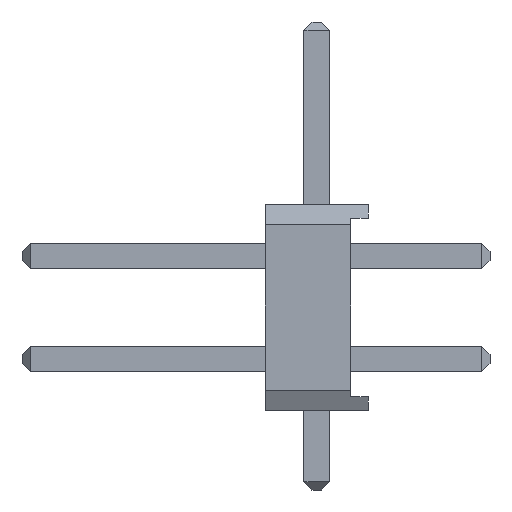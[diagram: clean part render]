
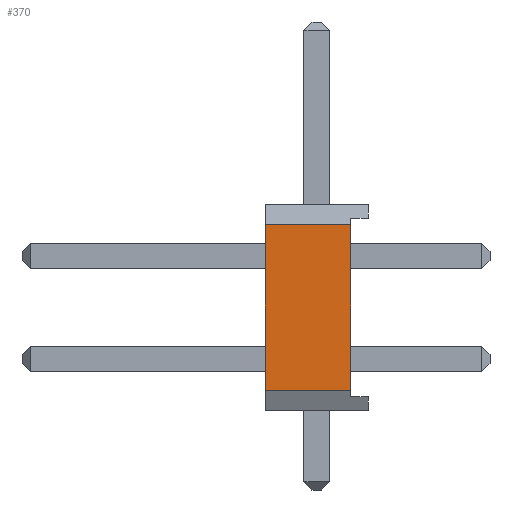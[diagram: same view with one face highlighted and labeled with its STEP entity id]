
A CAD part, left-side view. The second image highlights one B-rep face of the part: STEP entity #370.
In plain terms, the highlighted planar face has unit normal (-1, 0, 0).
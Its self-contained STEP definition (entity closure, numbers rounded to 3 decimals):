
#370 = ADVANCED_FACE( '', ( #867 ), #868, .T. );
#867 = FACE_OUTER_BOUND( '', #1491, .T. );
#868 = PLANE( '', #1492 );
#1491 = EDGE_LOOP( '', ( #2653, #2654, #2655, #2656 ) );
#1492 = AXIS2_PLACEMENT_3D( '', #2657, #2658, #2659 );
#2653 = ORIENTED_EDGE( '', *, *, #3657, .F. );
#2654 = ORIENTED_EDGE( '', *, *, #3996, .T. );
#2655 = ORIENTED_EDGE( '', *, *, #4075, .T. );
#2656 = ORIENTED_EDGE( '', *, *, #4076, .T. );
#2657 = CARTESIAN_POINT( '', ( -11.43, 0., 0. ) );
#2658 = DIRECTION( '', ( -1., 0., 0. ) );
#2659 = DIRECTION( '', ( 0., 0., 1. ) );
#3657 = EDGE_CURVE( '', #4376, #4378, #4379, .T. );
#3996 = EDGE_CURVE( '', #4376, #4936, #4938, .T. );
#4075 = EDGE_CURVE( '', #4936, #5064, #5065, .T. );
#4076 = EDGE_CURVE( '', #5064, #4378, #5066, .T. );
#4376 = VERTEX_POINT( '', #5439 );
#4378 = VERTEX_POINT( '', #5442 );
#4379 = LINE( '', #5443, #5444 );
#4936 = VERTEX_POINT( '', #6271 );
#4938 = LINE( '', #6274, #6275 );
#5064 = VERTEX_POINT( '', #6472 );
#5065 = LINE( '', #6473, #6474 );
#5066 = LINE( '', #6475, #6476 );
#5439 = CARTESIAN_POINT( '', ( -11.43, -0.832, -3.31 ) );
#5442 = CARTESIAN_POINT( '', ( -11.43, 1.27, -3.31 ) );
#5443 = CARTESIAN_POINT( '', ( -11.43, 0., -3.31 ) );
#5444 = VECTOR( '', #6960, 1000. );
#6271 = CARTESIAN_POINT( '', ( -11.43, -0.832, 0.77 ) );
#6274 = CARTESIAN_POINT( '', ( -11.43, -0.832, 0. ) );
#6275 = VECTOR( '', #7232, 1000. );
#6472 = CARTESIAN_POINT( '', ( -11.43, 1.27, 0.77 ) );
#6473 = CARTESIAN_POINT( '', ( -11.43, 0., 0.77 ) );
#6474 = VECTOR( '', #7304, 1000. );
#6475 = CARTESIAN_POINT( '', ( -11.43, 1.27, 1.27 ) );
#6476 = VECTOR( '', #7305, 1000. );
#6960 = DIRECTION( '', ( 0., 1., 0. ) );
#7232 = DIRECTION( '', ( 0., 0., 1. ) );
#7304 = DIRECTION( '', ( 0., 1., 0. ) );
#7305 = DIRECTION( '', ( 0., 0., -1. ) );
